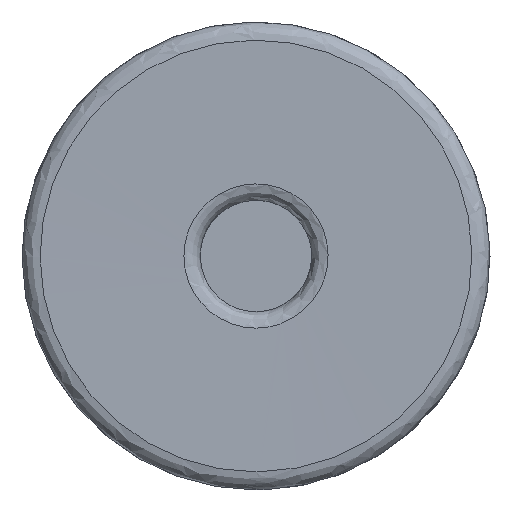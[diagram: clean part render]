
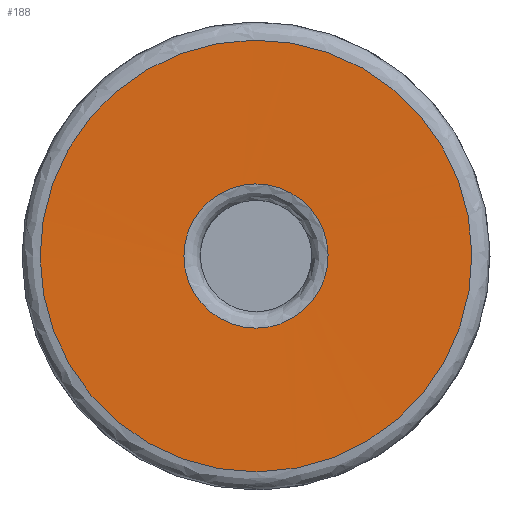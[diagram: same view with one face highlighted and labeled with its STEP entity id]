
A CAD part, left-side view. The second image highlights one B-rep face of the part: STEP entity #188.
In plain terms, the highlighted face is a revolution surface.
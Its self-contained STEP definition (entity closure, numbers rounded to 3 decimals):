
#28=SURFACE_OF_REVOLUTION('',#44,#36);
#36=AXIS1_PLACEMENT('',#547,#473);
#44=LINE('',#546,#48);
#48=VECTOR('',#472,6.369);
#188=ADVANCED_FACE('',(#222,#223),#28,.T.);
#222=FACE_BOUND('',#262,.T.);
#223=FACE_BOUND('',#263,.T.);
#262=EDGE_LOOP('',(#302));
#263=EDGE_LOOP('',(#303));
#302=ORIENTED_EDGE('',*,*,#350,.F.);
#303=ORIENTED_EDGE('',*,*,#351,.T.);
#330=VERTEX_POINT('',#543);
#331=VERTEX_POINT('',#545);
#350=EDGE_CURVE('',#330,#330,#370,.T.);
#351=EDGE_CURVE('',#331,#331,#371,.T.);
#370=CIRCLE('',#404,9.225);
#371=CIRCLE('',#405,3.081);
#404=AXIS2_PLACEMENT_3D('',#542,#468,#469);
#405=AXIS2_PLACEMENT_3D('',#544,#470,#471);
#468=DIRECTION('',(1.,0.,0.));
#469=DIRECTION('',(0.,0.,-1.));
#470=DIRECTION('',(1.,0.,0.));
#471=DIRECTION('',(0.,0.,-1.));
#472=DIRECTION('',(-0.007,-0.99,-0.139));
#473=DIRECTION('',(1.,0.,0.));
#542=CARTESIAN_POINT('',(0.005,0.,0.));
#543=CARTESIAN_POINT('',(0.005,0.,-9.225));
#544=CARTESIAN_POINT('',(0.05,0.,0.));
#545=CARTESIAN_POINT('',(0.05,0.,-3.081));
#546=CARTESIAN_POINT('',(0.05,-2.917,0.992));
#547=CARTESIAN_POINT('',(6.,0.,0.));
